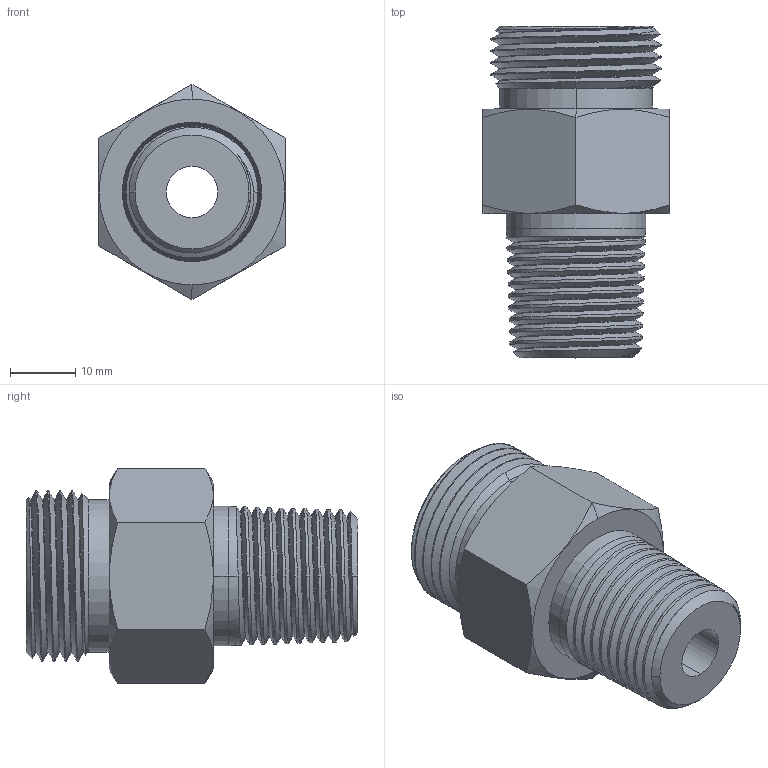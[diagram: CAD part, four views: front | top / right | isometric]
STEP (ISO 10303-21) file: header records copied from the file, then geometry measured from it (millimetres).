
FILE_DESCRIPTION (( 'STEP AP203' ), '1' );
FILE_NAME ('AD-660MSS-8MNPT.step', '2025-11-05T14:20:35', ( '' ), ( '' ), 'SwSTEP 2.0', 'SolidWorks 2018', '' );
FILE_SCHEMA (( 'CONFIG_CONTROL_DESIGN' ));
Length unit declared in the file: inch
Products named in the file (1): AD-660MSS-8MNPT
Bounding box: 28.57 x 50.8 x 33 mm (x, y, z)
Volume: 20838.1 mm3; surface area: 7825.8 mm2
Topology: 1 solids, 1 shells, 159 faces, 411 edges, 268 vertices
Faces by surface type: bspline 56, plane 46, cone 40, cylinder 17
Entity records: 15727 total; most frequent: CARTESIAN_POINT 12280, ORIENTED_EDGE 822, DIRECTION 462, EDGE_CURVE 411, VERTEX_POINT 268, B_SPLINE_CURVE_WITH_KNOTS 193, LINE 182, VECTOR 182
